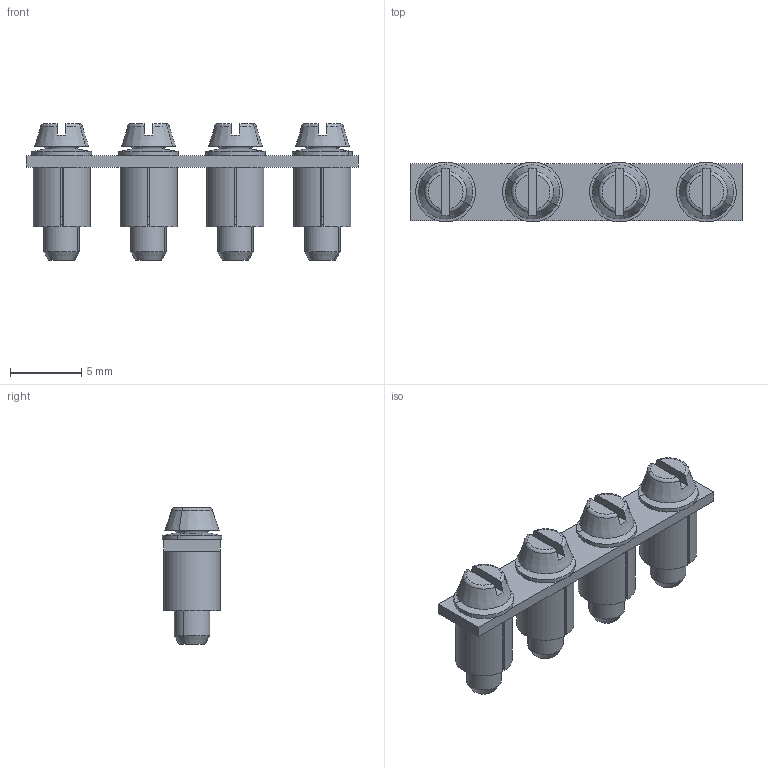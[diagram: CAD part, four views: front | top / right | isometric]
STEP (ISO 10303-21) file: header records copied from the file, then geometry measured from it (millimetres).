
FILE_DESCRIPTION(('CATIA V5R22 STEP214','CAx-IF Rec.Pracs.--- Model Styling and Organization---1.4--- 2014-01-23'),'2;1');
FILE_NAME ('011201-2_1_1312700000_1312700000.stp','2021-12-07T13:33:25+00:00',('none'),('Weidmueller'),'CATIA Version 5-6 Release 2016 SP3 HF44','CATIA V5 STEP AP214','none');
FILE_SCHEMA(('AUTOMOTIVE_DESIGN { 1 0 10303 214 1 1 1 1 }'));
Length unit declared in the file: millimetre
Products named in the file (1): 21468_Q4_DLI_AllCATPart
Bounding box: 23.3 x 4.2 x 9.6 mm (x, y, z)
Volume: 349.9 mm3; surface area: 1085.4 mm2
Topology: 9 solids, 9 shells, 162 faces, 356 edges, 224 vertices
Faces by surface type: plane 66, cylinder 40, cone 32, torus 24
Entity records: 4108 total; most frequent: CARTESIAN_POINT 801, ORIENTED_EDGE 712, DIRECTION 540, EDGE_CURVE 356, AXIS2_PLACEMENT_3D 285, VERTEX_POINT 224, EDGE_LOOP 182, CIRCLE 176
